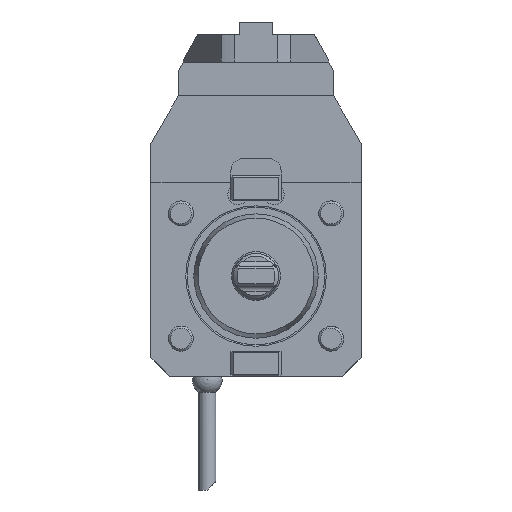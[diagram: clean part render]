
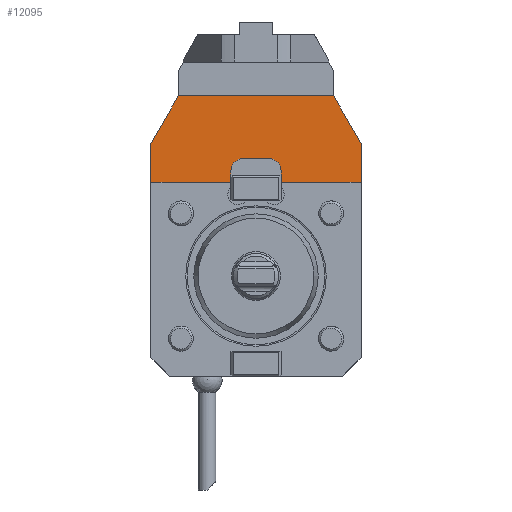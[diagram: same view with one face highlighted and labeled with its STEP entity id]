
A CAD part, front view. The second image highlights one B-rep face of the part: STEP entity #12095.
In plain terms, the highlighted planar face has unit normal (0, -1, 0).
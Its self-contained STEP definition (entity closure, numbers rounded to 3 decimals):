
#11 = CARTESIAN_POINT ( 'NONE',  ( -42., -33.8, 37.5 ) ) ;
#38 = VECTOR ( 'NONE', #19550, 1000. ) ;
#225 = ORIENTED_EDGE ( 'NONE', *, *, #8156, .F. ) ;
#338 = CARTESIAN_POINT ( 'NONE',  ( -10.1, -33.8, 37.5 ) ) ;
#606 = ORIENTED_EDGE ( 'NONE', *, *, #23449, .T. ) ;
#685 = DIRECTION ( 'NONE',  ( 0.5, 0., -0.866 ) ) ;
#779 = CARTESIAN_POINT ( 'NONE',  ( -10., -33.8, 39.5 ) ) ;
#980 = VERTEX_POINT ( 'NONE', #1044 ) ;
#1044 = CARTESIAN_POINT ( 'NONE',  ( 42., -33.8, 37.5 ) ) ;
#1165 = ORIENTED_EDGE ( 'NONE', *, *, #25856, .F. ) ;
#1243 = CARTESIAN_POINT ( 'NONE',  ( 42., -33.8, 52.947 ) ) ;
#1269 = CARTESIAN_POINT ( 'NONE',  ( -42., -33.8, 72. ) ) ;
#1383 = VECTOR ( 'NONE', #16801, 1000. ) ;
#1472 = CARTESIAN_POINT ( 'NONE',  ( -5., -33.8, 42. ) ) ;
#1549 = VECTOR ( 'NONE', #2280, 1000. ) ;
#1763 = EDGE_CURVE ( 'NONE', #19409, #11139, #16631, .T. ) ;
#1973 = VECTOR ( 'NONE', #7605, 1000. ) ;
#2060 = CARTESIAN_POINT ( 'NONE',  ( 31., -33.8, 72. ) ) ;
#2218 = DIRECTION ( 'NONE',  ( 1., 0., 0. ) ) ;
#2280 = DIRECTION ( 'NONE',  ( 0., 0., -1. ) ) ;
#2449 = CIRCLE ( 'NONE', #13474, 5. ) ;
#2665 = EDGE_LOOP ( 'NONE', ( #20674, #16245, #21157, #1165, #11957, #3112, #13353, #4643, #9757, #606, #225, #19098, #4187, #5731, #21727, #3075 ) ) ;
#2803 = EDGE_CURVE ( 'NONE', #23236, #22345, #4946, .T. ) ;
#2970 = CARTESIAN_POINT ( 'NONE',  ( 42., -33.8, 72. ) ) ;
#3075 = ORIENTED_EDGE ( 'NONE', *, *, #22772, .F. ) ;
#3112 = ORIENTED_EDGE ( 'NONE', *, *, #16828, .F. ) ;
#4037 = VERTEX_POINT ( 'NONE', #338 ) ;
#4187 = ORIENTED_EDGE ( 'NONE', *, *, #20526, .F. ) ;
#4547 = CARTESIAN_POINT ( 'NONE',  ( 10.1, -33.8, 39.4 ) ) ;
#4634 = VERTEX_POINT ( 'NONE', #13118 ) ;
#4643 = ORIENTED_EDGE ( 'NONE', *, *, #12152, .F. ) ;
#4946 = LINE ( 'NONE', #1243, #7184 ) ;
#5154 = EDGE_CURVE ( 'NONE', #19409, #17163, #21551, .T. ) ;
#5357 = VECTOR ( 'NONE', #7822, 1000. ) ;
#5695 = CARTESIAN_POINT ( 'NONE',  ( -10., -33.8, 0. ) ) ;
#5724 = DIRECTION ( 'NONE',  ( 0., -1., 0. ) ) ;
#5731 = ORIENTED_EDGE ( 'NONE', *, *, #15856, .F. ) ;
#6267 = CIRCLE ( 'NONE', #8470, 5. ) ;
#6732 = CARTESIAN_POINT ( 'NONE',  ( 42., -33.8, 72. ) ) ;
#7184 = VECTOR ( 'NONE', #685, 1000. ) ;
#7209 = CARTESIAN_POINT ( 'NONE',  ( -31., -33.8, 72. ) ) ;
#7365 = CARTESIAN_POINT ( 'NONE',  ( 10.1, -33.8, 37.5 ) ) ;
#7605 = DIRECTION ( 'NONE',  ( 0., 0., 1. ) ) ;
#7822 = DIRECTION ( 'NONE',  ( -0.707, 0., 0.707 ) ) ;
#8010 = VECTOR ( 'NONE', #16130, 1000. ) ;
#8141 = AXIS2_PLACEMENT_3D ( 'NONE', #24521, #12019, #12283 ) ;
#8156 = EDGE_CURVE ( 'NONE', #25067, #14019, #12110, .T. ) ;
#8212 = DIRECTION ( 'NONE',  ( 0., 0., -1. ) ) ;
#8470 = AXIS2_PLACEMENT_3D ( 'NONE', #21586, #25583, #15019 ) ;
#8713 = CARTESIAN_POINT ( 'NONE',  ( 10., -33.8, 39.5 ) ) ;
#8938 = LINE ( 'NONE', #6732, #1383 ) ;
#9006 = CARTESIAN_POINT ( 'NONE',  ( 42., -33.8, 52.947 ) ) ;
#9584 = VERTEX_POINT ( 'NONE', #26302 ) ;
#9757 = ORIENTED_EDGE ( 'NONE', *, *, #9863, .T. ) ;
#9863 = EDGE_CURVE ( 'NONE', #23772, #4037, #16836, .T. ) ;
#9867 = VECTOR ( 'NONE', #20866, 1000. ) ;
#9878 = VERTEX_POINT ( 'NONE', #12987 ) ;
#10953 = EDGE_CURVE ( 'NONE', #17163, #980, #15293, .T. ) ;
#11139 = VERTEX_POINT ( 'NONE', #8713 ) ;
#11746 = VECTOR ( 'NONE', #15641, 1000. ) ;
#11957 = ORIENTED_EDGE ( 'NONE', *, *, #2803, .F. ) ;
#12019 = DIRECTION ( 'NONE',  ( 0., -1., 0. ) ) ;
#12095 = ADVANCED_FACE ( 'Defeature completata2_5', ( #16164 ), #14086, .T. ) ;
#12110 = LINE ( 'NONE', #23073, #9867 ) ;
#12125 = LINE ( 'NONE', #22413, #8010 ) ;
#12152 = EDGE_CURVE ( 'NONE', #23772, #19232, #13962, .T. ) ;
#12283 = DIRECTION ( 'NONE',  ( 0., 0., -1. ) ) ;
#12987 = CARTESIAN_POINT ( 'NONE',  ( 5., -33.8, 47. ) ) ;
#13118 = CARTESIAN_POINT ( 'NONE',  ( -31., -33.8, 72. ) ) ;
#13254 = CARTESIAN_POINT ( 'NONE',  ( 0., -33.8, 47. ) ) ;
#13353 = ORIENTED_EDGE ( 'NONE', *, *, #20033, .F. ) ;
#13474 = AXIS2_PLACEMENT_3D ( 'NONE', #1472, #5724, #8212 ) ;
#13536 = DIRECTION ( 'NONE',  ( -1., 0., 0. ) ) ;
#13563 = EDGE_CURVE ( 'NONE', #9584, #9878, #6267, .T. ) ;
#13962 = LINE ( 'NONE', #1269, #1973 ) ;
#14019 = VERTEX_POINT ( 'NONE', #23445 ) ;
#14086 = PLANE ( 'NONE',  #8141 ) ;
#14526 = DIRECTION ( 'NONE',  ( 0., 0., -1. ) ) ;
#15019 = DIRECTION ( 'NONE',  ( 0., 0., -1. ) ) ;
#15157 = CARTESIAN_POINT ( 'NONE',  ( 44.826, -33.8, 37.5 ) ) ;
#15293 = LINE ( 'NONE', #15157, #16348 ) ;
#15403 = DIRECTION ( 'NONE',  ( 0., 0., -1. ) ) ;
#15579 = VECTOR ( 'NONE', #15403, 1000. ) ;
#15641 = DIRECTION ( 'NONE',  ( 0.5, 0., 0.866 ) ) ;
#15856 = EDGE_CURVE ( 'NONE', #9878, #20223, #19989, .T. ) ;
#16021 = VECTOR ( 'NONE', #13536, 1000. ) ;
#16045 = CARTESIAN_POINT ( 'NONE',  ( -42., -33.8, 52.947 ) ) ;
#16130 = DIRECTION ( 'NONE',  ( 0., 0., 1. ) ) ;
#16164 = FACE_OUTER_BOUND ( 'NONE', #2665, .T. ) ;
#16225 = LINE ( 'NONE', #22260, #38 ) ;
#16245 = ORIENTED_EDGE ( 'NONE', *, *, #5154, .T. ) ;
#16348 = VECTOR ( 'NONE', #25700, 1000. ) ;
#16631 = LINE ( 'NONE', #24982, #5357 ) ;
#16801 = DIRECTION ( 'NONE',  ( 1., 0., 0. ) ) ;
#16828 = EDGE_CURVE ( 'NONE', #4634, #23236, #8938, .T. ) ;
#16836 = LINE ( 'NONE', #17396, #21736 ) ;
#17163 = VERTEX_POINT ( 'NONE', #7365 ) ;
#17396 = CARTESIAN_POINT ( 'NONE',  ( 44.826, -33.8, 37.5 ) ) ;
#17704 = LINE ( 'NONE', #7209, #11746 ) ;
#18860 = EDGE_CURVE ( 'NONE', #22823, #25067, #20969, .T. ) ;
#19098 = ORIENTED_EDGE ( 'NONE', *, *, #18860, .F. ) ;
#19127 = CARTESIAN_POINT ( 'NONE',  ( -10., -33.8, 42. ) ) ;
#19232 = VERTEX_POINT ( 'NONE', #16045 ) ;
#19409 = VERTEX_POINT ( 'NONE', #4547 ) ;
#19550 = DIRECTION ( 'NONE',  ( 0., 0., 1. ) ) ;
#19989 = LINE ( 'NONE', #13254, #16021 ) ;
#20033 = EDGE_CURVE ( 'NONE', #19232, #4634, #17704, .T. ) ;
#20223 = VERTEX_POINT ( 'NONE', #25010 ) ;
#20526 = EDGE_CURVE ( 'NONE', #20223, #22823, #2449, .T. ) ;
#20674 = ORIENTED_EDGE ( 'NONE', *, *, #1763, .F. ) ;
#20866 = DIRECTION ( 'NONE',  ( -0.707, 0., -0.707 ) ) ;
#20969 = LINE ( 'NONE', #5695, #24025 ) ;
#21157 = ORIENTED_EDGE ( 'NONE', *, *, #10953, .T. ) ;
#21432 = CARTESIAN_POINT ( 'NONE',  ( 10.1, -33.8, 0. ) ) ;
#21551 = LINE ( 'NONE', #21432, #1549 ) ;
#21586 = CARTESIAN_POINT ( 'NONE',  ( 5., -33.8, 42. ) ) ;
#21727 = ORIENTED_EDGE ( 'NONE', *, *, #13563, .F. ) ;
#21736 = VECTOR ( 'NONE', #2218, 1000. ) ;
#21835 = LINE ( 'NONE', #2970, #15579 ) ;
#22260 = CARTESIAN_POINT ( 'NONE',  ( -10.1, -33.8, 0. ) ) ;
#22345 = VERTEX_POINT ( 'NONE', #9006 ) ;
#22413 = CARTESIAN_POINT ( 'NONE',  ( 10., -33.8, 0. ) ) ;
#22772 = EDGE_CURVE ( 'NONE', #11139, #9584, #12125, .T. ) ;
#22823 = VERTEX_POINT ( 'NONE', #19127 ) ;
#23073 = CARTESIAN_POINT ( 'NONE',  ( -24.75, -33.8, 24.75 ) ) ;
#23236 = VERTEX_POINT ( 'NONE', #2060 ) ;
#23445 = CARTESIAN_POINT ( 'NONE',  ( -10.1, -33.8, 39.4 ) ) ;
#23449 = EDGE_CURVE ( 'NONE', #4037, #14019, #16225, .T. ) ;
#23772 = VERTEX_POINT ( 'NONE', #11 ) ;
#24025 = VECTOR ( 'NONE', #14526, 1000. ) ;
#24521 = CARTESIAN_POINT ( 'NONE',  ( 0., -33.8, 0. ) ) ;
#24982 = CARTESIAN_POINT ( 'NONE',  ( 24.75, -33.8, 24.75 ) ) ;
#25010 = CARTESIAN_POINT ( 'NONE',  ( -5., -33.8, 47. ) ) ;
#25067 = VERTEX_POINT ( 'NONE', #779 ) ;
#25583 = DIRECTION ( 'NONE',  ( 0., -1., 0. ) ) ;
#25700 = DIRECTION ( 'NONE',  ( 1., 0., 0. ) ) ;
#25856 = EDGE_CURVE ( 'NONE', #22345, #980, #21835, .T. ) ;
#26302 = CARTESIAN_POINT ( 'NONE',  ( 10., -33.8, 42. ) ) ;
